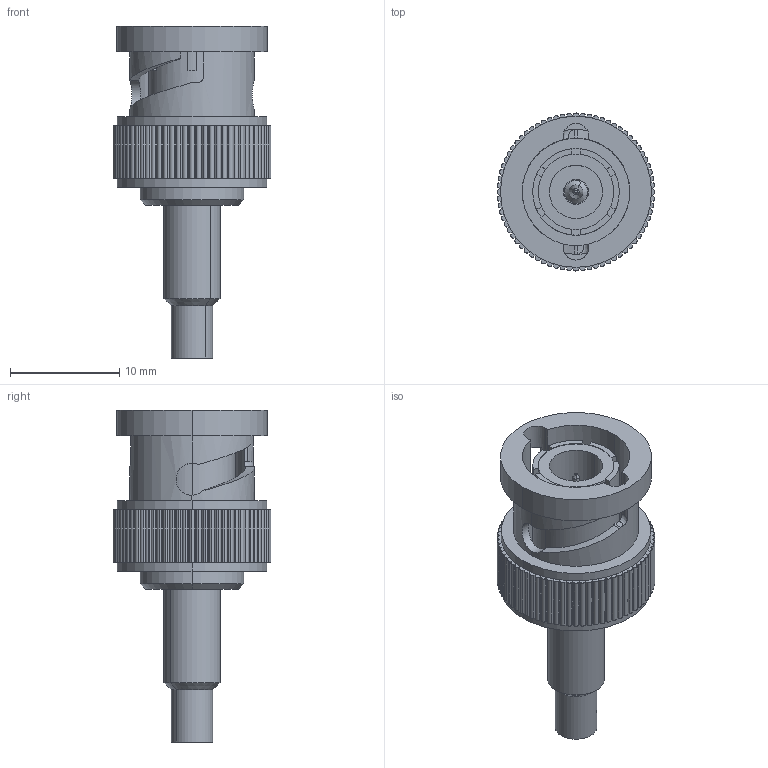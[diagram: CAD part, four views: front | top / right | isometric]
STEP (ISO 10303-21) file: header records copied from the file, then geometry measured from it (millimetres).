
FILE_DESCRIPTION (( 'STEP AP214' ), '1' );
FILE_NAME ('SC6030_3D.step', '2024-04-09T17:11:51', ( '' ), ( '' ), 'SwSTEP 2.0', 'SolidWorks 2022', '' );
FILE_SCHEMA (( 'AUTOMOTIVE_DESIGN' ));
Length unit declared in the file: inch
Products named in the file (5): 1AB05-005-MA3; 1AB05-005-MA2; 1AB05-005-MA4; 1AB05-005-MA1_with flange; SC6030_3D
Assembly tree (4 placements, depth 2):
  SC6030_3D
    1AB05-005-MA1_with flange
    1AB05-005-MA3
    1AB05-005-MA2
    1AB05-005-MA4
Bounding box: 14.48 x 14.48 x 30.43 mm (x, y, z)
Volume: 1563.6 mm3; surface area: 2810.2 mm2
Topology: 4 solids, 4 shells, 382 faces, 1056 edges, 692 vertices
Faces by surface type: plane 192, cylinder 168, cone 14, bspline 8
Entity records: 13548 total; most frequent: CARTESIAN_POINT 2665, ORIENTED_EDGE 2112, DIRECTION 2108, EDGE_CURVE 1056, AXIS2_PLACEMENT_3D 721, VERTEX_POINT 692, LINE 666, VECTOR 666
